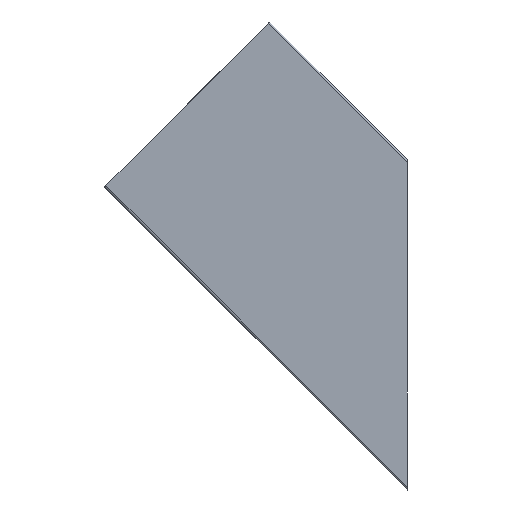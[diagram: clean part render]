
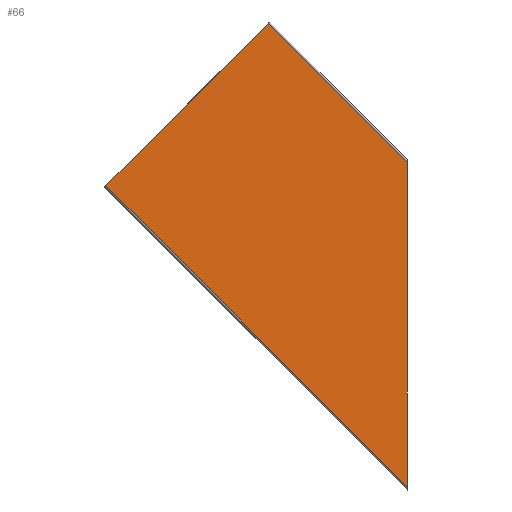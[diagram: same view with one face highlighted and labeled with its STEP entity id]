
A CAD part, front view. The second image highlights one B-rep face of the part: STEP entity #66.
In plain terms, the highlighted planar face has unit normal (0, -1, 0).
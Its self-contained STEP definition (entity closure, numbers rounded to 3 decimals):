
#66=ADVANCED_FACE('',(#196),#198,.F.);
#196=FACE_BOUND('',#197,.T.);
#197=EDGE_LOOP('',(#521,#522,#523,#524));
#198=PLANE('',#199);
#199=AXIS2_PLACEMENT_3D('',#200,#201,#202);
#200=CARTESIAN_POINT('',(0.,-50.,0.));
#201=DIRECTION('',(0.,1.,0.));
#202=DIRECTION('',(-1.,0.,0.));
#521=ORIENTED_EDGE('',*,*,#725,.F.);
#522=ORIENTED_EDGE('',*,*,#726,.F.);
#523=ORIENTED_EDGE('',*,*,#727,.F.);
#524=ORIENTED_EDGE('',*,*,#696,.F.);
#696=EDGE_CURVE('',#824,#826,#827,.T.);
#725=EDGE_CURVE('',#873,#824,#875,.T.);
#726=EDGE_CURVE('',#876,#873,#877,.T.);
#727=EDGE_CURVE('',#826,#876,#878,.T.);
#824=VERTEX_POINT('',#1045);
#826=VERTEX_POINT('',#1050);
#827=LINE('',#1051,#1052);
#873=VERTEX_POINT('',#1156);
#875=LINE('',#1161,#1162);
#876=VERTEX_POINT('',#1164);
#877=LINE('',#1165,#1166);
#878=LINE('',#1168,#1169);
#1045=CARTESIAN_POINT('',(0.,-50.,73.891));
#1050=CARTESIAN_POINT('',(0.,-50.,-92.987));
#1051=CARTESIAN_POINT('',(0.,-50.,73.891));
#1052=VECTOR('',#1053,1.);
#1053=DIRECTION('',(0.,0.,-1.));
#1156=CARTESIAN_POINT('',(-71.418,-50.,145.308));
#1161=CARTESIAN_POINT('',(-71.418,-50.,145.308));
#1162=VECTOR('',#1163,1.);
#1163=DIRECTION('',(0.707,0.,-0.707));
#1164=CARTESIAN_POINT('',(-154.856,-50.,61.87));
#1165=CARTESIAN_POINT('',(-154.856,-50.,61.87));
#1166=VECTOR('',#1167,1.);
#1167=DIRECTION('',(0.707,0.,0.707));
#1168=CARTESIAN_POINT('',(0.,-50.,-92.987));
#1169=VECTOR('',#1170,1.);
#1170=DIRECTION('',(-0.707,0.,0.707));
